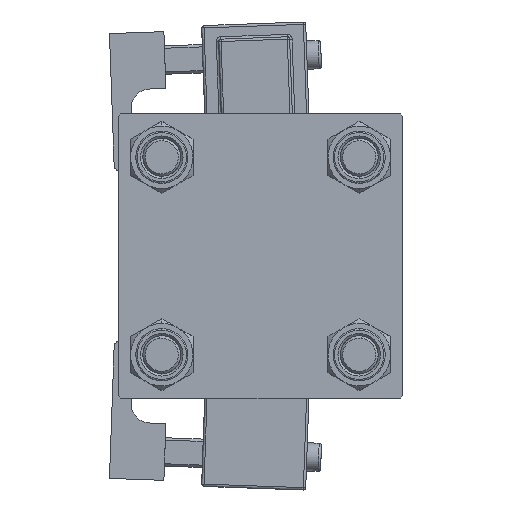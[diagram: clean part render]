
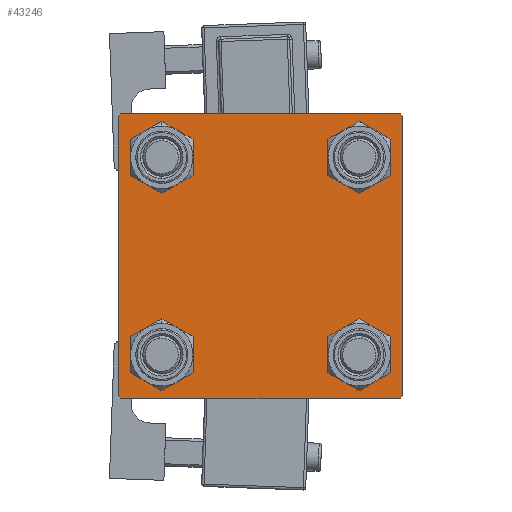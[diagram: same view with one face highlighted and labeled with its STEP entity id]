
A CAD part, left-side view. The second image highlights one B-rep face of the part: STEP entity #43246.
In plain terms, the highlighted planar face has unit normal (-1, 0, 0).
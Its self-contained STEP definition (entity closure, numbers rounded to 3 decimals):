
#342 = DIRECTION ( 'NONE',  ( 1., 0., 0. ) ) ;
#709 = CARTESIAN_POINT ( 'NONE',  ( 0., 20.85, -20.85 ) ) ;
#879 = ORIENTED_EDGE ( 'NONE', *, *, #48104, .T. ) ;
#1056 = FACE_OUTER_BOUND ( 'NONE', #42385, .T. ) ;
#1146 = ORIENTED_EDGE ( 'NONE', *, *, #30035, .T. ) ;
#1330 = EDGE_CURVE ( 'NONE', #10197, #43231, #36954, .T. ) ;
#1544 = CARTESIAN_POINT ( 'NONE',  ( 0., 20.85, 25.35 ) ) ;
#2003 = CARTESIAN_POINT ( 'NONE',  ( 0., 20.85, -20.85 ) ) ;
#2932 = ORIENTED_EDGE ( 'NONE', *, *, #1330, .T. ) ;
#2979 = VERTEX_POINT ( 'NONE', #1544 ) ;
#3641 = CARTESIAN_POINT ( 'NONE',  ( 0., 30., 30. ) ) ;
#3921 = VECTOR ( 'NONE', #33816, 1000. ) ;
#4475 = AXIS2_PLACEMENT_3D ( 'NONE', #44790, #15829, #41019 ) ;
#4755 = CARTESIAN_POINT ( 'NONE',  ( 0., -29.75, -29.75 ) ) ;
#5497 = VERTEX_POINT ( 'NONE', #23067 ) ;
#5891 = DIRECTION ( 'NONE',  ( 1., 0., 0. ) ) ;
#6190 = DIRECTION ( 'NONE',  ( 0., 0., 1. ) ) ;
#6625 = CARTESIAN_POINT ( 'NONE',  ( 0., 29.75, 29.75 ) ) ;
#7144 = CARTESIAN_POINT ( 'NONE',  ( 0., -29.5, -30. ) ) ;
#7551 = CARTESIAN_POINT ( 'NONE',  ( 0., 29.75, -29.75 ) ) ;
#7553 = AXIS2_PLACEMENT_3D ( 'NONE', #13518, #17597, #6190 ) ;
#7761 = VECTOR ( 'NONE', #21894, 1000. ) ;
#8209 = VERTEX_POINT ( 'NONE', #36443 ) ;
#8493 = EDGE_CURVE ( 'NONE', #15059, #52449, #27685, .T. ) ;
#9196 = CARTESIAN_POINT ( 'NONE',  ( 0., 20.85, -16.35 ) ) ;
#9556 = CARTESIAN_POINT ( 'NONE',  ( 0., 20.85, -25.35 ) ) ;
#9730 = FACE_BOUND ( 'NONE', #20057, .T. ) ;
#10197 = VERTEX_POINT ( 'NONE', #9556 ) ;
#10259 = PLANE ( 'NONE',  #7553 ) ;
#10822 = EDGE_CURVE ( 'NONE', #50376, #27718, #46981, .T. ) ;
#10905 = AXIS2_PLACEMENT_3D ( 'NONE', #28267, #342, #16342 ) ;
#10926 = EDGE_CURVE ( 'NONE', #50376, #42302, #15833, .T. ) ;
#11565 = LINE ( 'NONE', #4755, #34766 ) ;
#12132 = ORIENTED_EDGE ( 'NONE', *, *, #38744, .F. ) ;
#12584 = ORIENTED_EDGE ( 'NONE', *, *, #12769, .T. ) ;
#12635 = DIRECTION ( 'NONE',  ( 1., 0., 0. ) ) ;
#12680 = EDGE_CURVE ( 'NONE', #2979, #43629, #39096, .T. ) ;
#12769 = EDGE_CURVE ( 'NONE', #29310, #44949, #11565, .T. ) ;
#13136 = CIRCLE ( 'NONE', #4475, 4.5 ) ;
#13473 = LINE ( 'NONE', #30012, #39448 ) ;
#13518 = CARTESIAN_POINT ( 'NONE',  ( 0., 0., 0. ) ) ;
#13548 = CARTESIAN_POINT ( 'NONE',  ( 0., 30., -30. ) ) ;
#13982 = AXIS2_PLACEMENT_3D ( 'NONE', #29757, #5891, #21606 ) ;
#15059 = VERTEX_POINT ( 'NONE', #49260 ) ;
#15260 = EDGE_CURVE ( 'NONE', #43629, #2979, #40843, .T. ) ;
#15592 = AXIS2_PLACEMENT_3D ( 'NONE', #17004, #41127, #25391 ) ;
#15705 = EDGE_CURVE ( 'NONE', #52449, #15059, #13136, .T. ) ;
#15795 = VECTOR ( 'NONE', #45425, 1000. ) ;
#15829 = DIRECTION ( 'NONE',  ( 1., 0., 0. ) ) ;
#15833 = LINE ( 'NONE', #3641, #48555 ) ;
#16084 = CIRCLE ( 'NONE', #10905, 4.5 ) ;
#16342 = DIRECTION ( 'NONE',  ( 0., 0., 1. ) ) ;
#16654 = ORIENTED_EDGE ( 'NONE', *, *, #15260, .T. ) ;
#17004 = CARTESIAN_POINT ( 'NONE',  ( 0., -20.85, -20.85 ) ) ;
#17355 = LINE ( 'NONE', #13548, #46262 ) ;
#17597 = DIRECTION ( 'NONE',  ( -1., 0., 0. ) ) ;
#17661 = VERTEX_POINT ( 'NONE', #52871 ) ;
#20057 = EDGE_LOOP ( 'NONE', ( #48095, #41850 ) ) ;
#20153 = CARTESIAN_POINT ( 'NONE',  ( 0., -20.85, 20.85 ) ) ;
#21606 = DIRECTION ( 'NONE',  ( 0., 0., 1. ) ) ;
#21640 = FACE_BOUND ( 'NONE', #27416, .T. ) ;
#21894 = DIRECTION ( 'NONE',  ( 0., 0.707, 0.707 ) ) ;
#22107 = ORIENTED_EDGE ( 'NONE', *, *, #22831, .T. ) ;
#22465 = DIRECTION ( 'NONE',  ( 0., -1., 0. ) ) ;
#22831 = EDGE_CURVE ( 'NONE', #28537, #42302, #47060, .T. ) ;
#22967 = CARTESIAN_POINT ( 'NONE',  ( 0., -29.75, 29.75 ) ) ;
#23067 = CARTESIAN_POINT ( 'NONE',  ( 0., -20.85, 25.35 ) ) ;
#23348 = ORIENTED_EDGE ( 'NONE', *, *, #10822, .T. ) ;
#23485 = CARTESIAN_POINT ( 'NONE',  ( 0., 20.85, 20.85 ) ) ;
#23750 = DIRECTION ( 'NONE',  ( 1., 0., 0. ) ) ;
#23782 = EDGE_LOOP ( 'NONE', ( #25256, #16654 ) ) ;
#24497 = CIRCLE ( 'NONE', #46934, 4.5 ) ;
#24698 = CARTESIAN_POINT ( 'NONE',  ( 0., -20.85, 16.35 ) ) ;
#25093 = DIRECTION ( 'NONE',  ( 0., 0., 1. ) ) ;
#25256 = ORIENTED_EDGE ( 'NONE', *, *, #12680, .T. ) ;
#25391 = DIRECTION ( 'NONE',  ( 0., 0., 1. ) ) ;
#25436 = EDGE_LOOP ( 'NONE', ( #51177, #2932 ) ) ;
#25974 = FACE_BOUND ( 'NONE', #23782, .T. ) ;
#26650 = CARTESIAN_POINT ( 'NONE',  ( 0., -30., 29.5 ) ) ;
#26813 = CARTESIAN_POINT ( 'NONE',  ( 0., 30., 29.5 ) ) ;
#26917 = DIRECTION ( 'NONE',  ( 0., 0., 1. ) ) ;
#27416 = EDGE_LOOP ( 'NONE', ( #48196, #1146 ) ) ;
#27685 = CIRCLE ( 'NONE', #15592, 4.5 ) ;
#27718 = VERTEX_POINT ( 'NONE', #26813 ) ;
#28010 = DIRECTION ( 'NONE',  ( 1., 0., 0. ) ) ;
#28267 = CARTESIAN_POINT ( 'NONE',  ( 0., -20.85, 20.85 ) ) ;
#28537 = VERTEX_POINT ( 'NONE', #26650 ) ;
#28754 = EDGE_CURVE ( 'NONE', #17661, #8209, #41651, .T. ) ;
#29310 = VERTEX_POINT ( 'NONE', #7144 ) ;
#29482 = CARTESIAN_POINT ( 'NONE',  ( 0., -30., 30. ) ) ;
#29512 = VECTOR ( 'NONE', #43460, 1000. ) ;
#29757 = CARTESIAN_POINT ( 'NONE',  ( 0., 20.85, 20.85 ) ) ;
#30012 = CARTESIAN_POINT ( 'NONE',  ( 0., 30., 30. ) ) ;
#30035 = EDGE_CURVE ( 'NONE', #34725, #5497, #24497, .T. ) ;
#30370 = ORIENTED_EDGE ( 'NONE', *, *, #10926, .F. ) ;
#32374 = DIRECTION ( 'NONE',  ( 0., -1., 0. ) ) ;
#32627 = AXIS2_PLACEMENT_3D ( 'NONE', #709, #12635, #25093 ) ;
#33816 = DIRECTION ( 'NONE',  ( 0., 0., -1. ) ) ;
#34645 = CARTESIAN_POINT ( 'NONE',  ( 0., -29.5, 30. ) ) ;
#34725 = VERTEX_POINT ( 'NONE', #24698 ) ;
#34766 = VECTOR ( 'NONE', #45911, 1000. ) ;
#35600 = ORIENTED_EDGE ( 'NONE', *, *, #28754, .T. ) ;
#36443 = CARTESIAN_POINT ( 'NONE',  ( 0., 29.5, -30. ) ) ;
#36672 = CARTESIAN_POINT ( 'NONE',  ( 0., 29.5, 30. ) ) ;
#36954 = CIRCLE ( 'NONE', #32627, 4.5 ) ;
#37746 = CIRCLE ( 'NONE', #39491, 4.5 ) ;
#38744 = EDGE_CURVE ( 'NONE', #28537, #44949, #52586, .T. ) ;
#39008 = ORIENTED_EDGE ( 'NONE', *, *, #50773, .T. ) ;
#39096 = CIRCLE ( 'NONE', #44258, 4.5 ) ;
#39448 = VECTOR ( 'NONE', #47573, 1000. ) ;
#39491 = AXIS2_PLACEMENT_3D ( 'NONE', #2003, #52369, #26917 ) ;
#40843 = CIRCLE ( 'NONE', #13982, 4.5 ) ;
#41019 = DIRECTION ( 'NONE',  ( 0., 0., 1. ) ) ;
#41127 = DIRECTION ( 'NONE',  ( 1., 0., 0. ) ) ;
#41651 = LINE ( 'NONE', #7551, #15795 ) ;
#41850 = ORIENTED_EDGE ( 'NONE', *, *, #15705, .T. ) ;
#42302 = VERTEX_POINT ( 'NONE', #34645 ) ;
#42385 = EDGE_LOOP ( 'NONE', ( #39008, #35600, #879, #12584, #12132, #22107, #30370, #23348 ) ) ;
#43231 = VERTEX_POINT ( 'NONE', #9196 ) ;
#43246 = ADVANCED_FACE ( 'NONE', ( #21640, #9730, #43293, #25974, #1056 ), #10259, .T. ) ;
#43293 = FACE_BOUND ( 'NONE', #25436, .T. ) ;
#43460 = DIRECTION ( 'NONE',  ( 0., 0.707, -0.707 ) ) ;
#43629 = VERTEX_POINT ( 'NONE', #49171 ) ;
#44258 = AXIS2_PLACEMENT_3D ( 'NONE', #23485, #23750, #47863 ) ;
#44512 = DIRECTION ( 'NONE',  ( 0., 0., 1. ) ) ;
#44790 = CARTESIAN_POINT ( 'NONE',  ( 0., -20.85, -20.85 ) ) ;
#44949 = VERTEX_POINT ( 'NONE', #45609 ) ;
#45425 = DIRECTION ( 'NONE',  ( 0., -0.707, -0.707 ) ) ;
#45609 = CARTESIAN_POINT ( 'NONE',  ( 0., -30., -29.5 ) ) ;
#45911 = DIRECTION ( 'NONE',  ( 0., -0.707, 0.707 ) ) ;
#46262 = VECTOR ( 'NONE', #22465, 1000. ) ;
#46934 = AXIS2_PLACEMENT_3D ( 'NONE', #20153, #28010, #44512 ) ;
#46981 = LINE ( 'NONE', #6625, #29512 ) ;
#47060 = LINE ( 'NONE', #22967, #7761 ) ;
#47573 = DIRECTION ( 'NONE',  ( 0., 0., -1. ) ) ;
#47863 = DIRECTION ( 'NONE',  ( 0., 0., 1. ) ) ;
#48095 = ORIENTED_EDGE ( 'NONE', *, *, #8493, .T. ) ;
#48104 = EDGE_CURVE ( 'NONE', #8209, #29310, #17355, .T. ) ;
#48196 = ORIENTED_EDGE ( 'NONE', *, *, #50351, .T. ) ;
#48555 = VECTOR ( 'NONE', #32374, 1000. ) ;
#49171 = CARTESIAN_POINT ( 'NONE',  ( 0., 20.85, 16.35 ) ) ;
#49260 = CARTESIAN_POINT ( 'NONE',  ( 0., -20.85, -16.35 ) ) ;
#50251 = EDGE_CURVE ( 'NONE', #43231, #10197, #37746, .T. ) ;
#50351 = EDGE_CURVE ( 'NONE', #5497, #34725, #16084, .T. ) ;
#50376 = VERTEX_POINT ( 'NONE', #36672 ) ;
#50773 = EDGE_CURVE ( 'NONE', #27718, #17661, #13473, .T. ) ;
#51177 = ORIENTED_EDGE ( 'NONE', *, *, #50251, .T. ) ;
#52369 = DIRECTION ( 'NONE',  ( 1., 0., 0. ) ) ;
#52449 = VERTEX_POINT ( 'NONE', #53195 ) ;
#52586 = LINE ( 'NONE', #29482, #3921 ) ;
#52871 = CARTESIAN_POINT ( 'NONE',  ( 0., 30., -29.5 ) ) ;
#53195 = CARTESIAN_POINT ( 'NONE',  ( 0., -20.85, -25.35 ) ) ;
